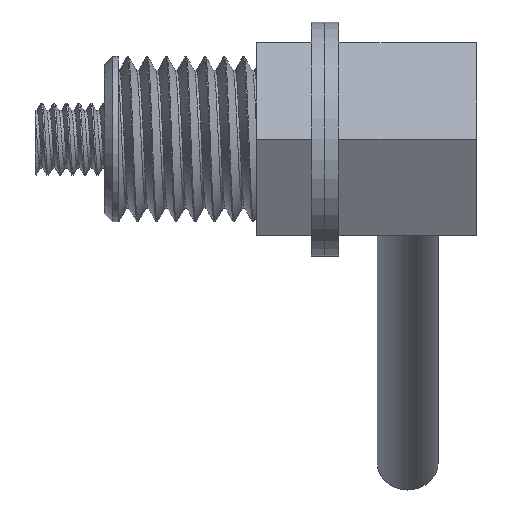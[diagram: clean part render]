
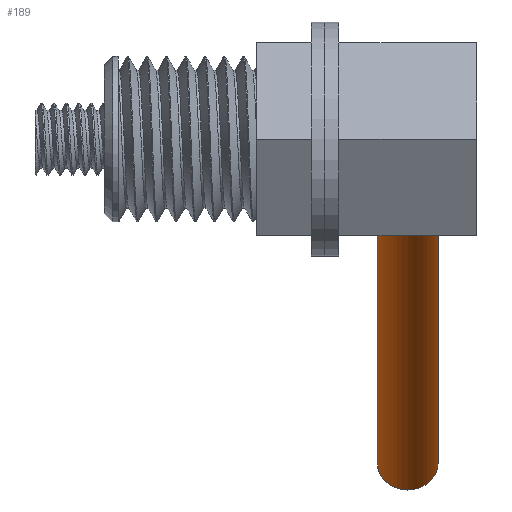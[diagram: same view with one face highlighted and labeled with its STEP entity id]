
A CAD part, front view. The second image highlights one B-rep face of the part: STEP entity #189.
In plain terms, the highlighted cylindrical face has radius 1.1 mm (diameter 2.2 mm), a full revolution.
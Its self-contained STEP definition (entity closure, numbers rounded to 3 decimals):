
#114=FACE_BOUND('',#287,.T.);
#115=FACE_BOUND('',#288,.T.);
#189=ADVANCED_FACE('',(#114,#115),#200,.T.);
#200=CYLINDRICAL_SURFACE('',#752,1.1);
#287=EDGE_LOOP('',(#543));
#288=EDGE_LOOP('',(#544));
#543=ORIENTED_EDGE('',*,*,#677,.T.);
#544=ORIENTED_EDGE('',*,*,#678,.F.);
#600=VERTEX_POINT('',#5952);
#601=VERTEX_POINT('',#5954);
#677=EDGE_CURVE('',#600,#600,#694,.T.);
#678=EDGE_CURVE('',#601,#601,#695,.T.);
#694=CIRCLE('',#750,1.1);
#695=CIRCLE('',#751,1.1);
#750=AXIS2_PLACEMENT_3D('',#5951,#905,#906);
#751=AXIS2_PLACEMENT_3D('',#5953,#907,#908);
#752=AXIS2_PLACEMENT_3D('',#5955,#909,#910);
#905=DIRECTION('',(0.,-0.866,0.5));
#906=DIRECTION('',(0.,0.5,0.866));
#907=DIRECTION('',(0.,-0.866,0.5));
#908=DIRECTION('',(0.,0.5,0.866));
#909=DIRECTION('',(0.,-0.866,0.5));
#910=DIRECTION('',(0.,-0.5,-0.866));
#5951=CARTESIAN_POINT('',(13.5,20.341,-11.768));
#5952=CARTESIAN_POINT('',(13.5,20.891,-10.815));
#5953=CARTESIAN_POINT('',(13.5,3.021,-1.768));
#5954=CARTESIAN_POINT('',(13.5,3.571,-0.815));
#5955=CARTESIAN_POINT('',(13.5,20.341,-11.768));
